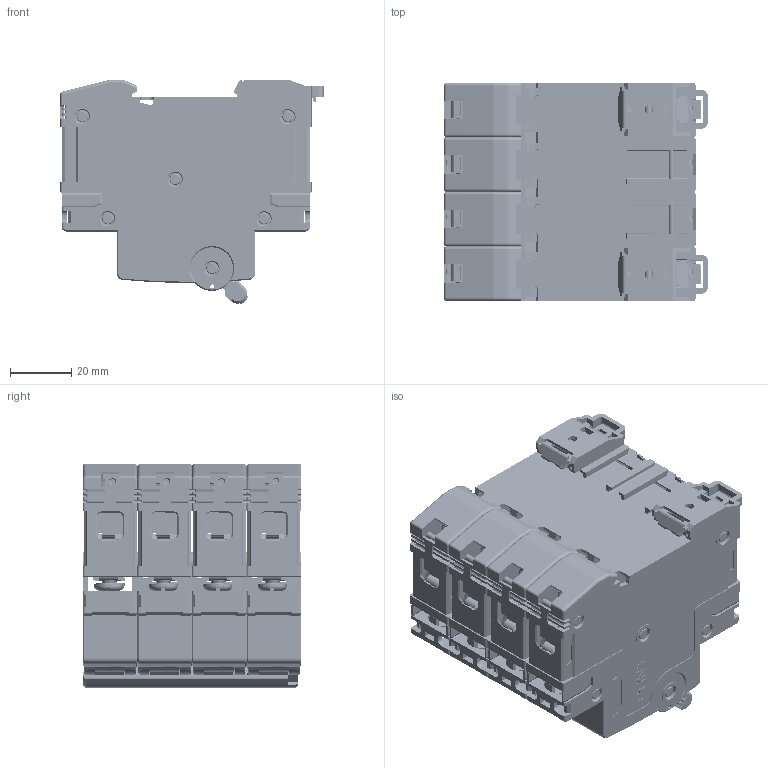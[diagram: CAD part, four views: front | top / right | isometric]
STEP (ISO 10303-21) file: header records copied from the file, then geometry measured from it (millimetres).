
FILE_DESCRIPTION((''),'2;1');
FILE_NAME('NB8-63H_4P2023060001_ASM','2023-07-26T13:42:15',('huangwz'),(''),'CREO PARAMETRIC BY PTC INC, 2020044','CREO PARAMETRIC BY PTC INC, 2020044','');
FILE_SCHEMA(('CONFIG_CONTROL_DESIGN','SHAPE_APPEARANCE_LAYERS_GROUPS'));
Products named in the file (1): NB8-63H_4P2023060001_ASM
Bounding box: 86 x 71.2 x 73.12 mm (x, y, z)
Surface area: 151053.6 mm2 (no closed solid volume)
Topology: 0 solids, 75 shells, 11329 faces, 32147 edges, 21246 vertices
Faces by surface type: plane 7264, cylinder 2198, extrusion 1260, cone 342, torus 119, bspline 106, sphere 40
Entity records: 446215 total; most frequent: CARTESIAN_POINT 88767, ORIENTED_EDGE 64222, DIRECTION 55271, EDGE_CURVE 32111, VECTOR 23925, LINE 22665, VERTEX_POINT 21254, AXIS2_PLACEMENT_3D 15673
